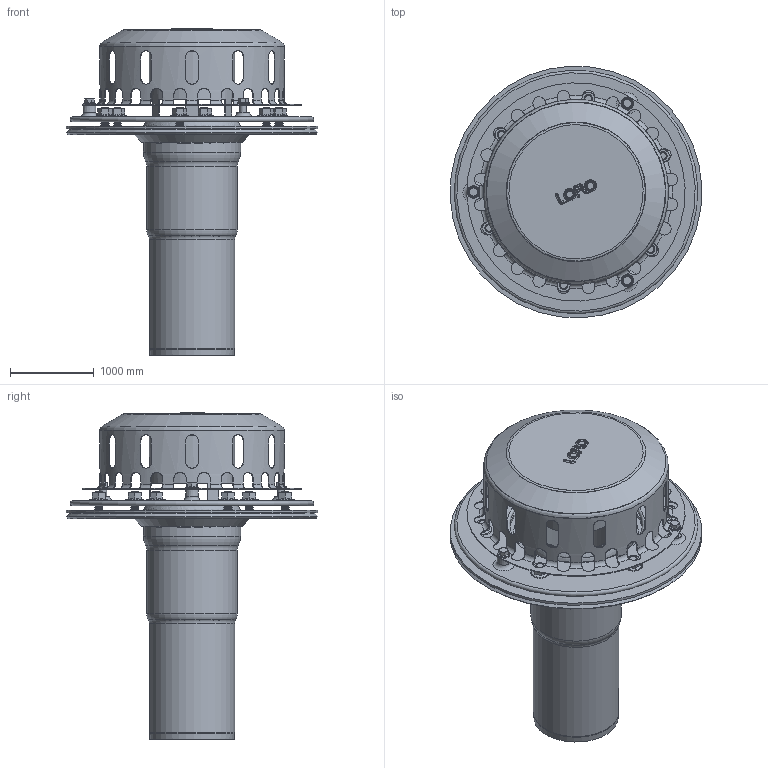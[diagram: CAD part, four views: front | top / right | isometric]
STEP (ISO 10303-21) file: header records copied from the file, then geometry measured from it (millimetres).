
FILE_DESCRIPTION(/* description */ (''),/* implementation_level */ '2;1');
FILE_NAME(/* name */ '41410.100X_3D.stp',/* time_stamp */ '2024-12-12T09:30:17+01:00',/* author */ ('CAD'),/* organization */ (''),/* preprocessor_version */ 'ST-DEVELOPER v20',/* originating_system */ 'AutoCAD Mechanical',/* authorisation */ '');
FILE_SCHEMA (('AUTOMOTIVE_DESIGN { 1 0 10303 214 3 1 1 }'));
Length unit declared in the file: centimetre
Products named in the file (4): Product; *S0; *U2; *U1
Assembly tree (8 placements, depth 3):
  Product
    *S0
    *U2
      *U1  x6
Bounding box: 2997.14 x 2997.14 x 3892.5 mm (x, y, z)
Volume: 946151022.8 mm3; surface area: 86142208.3 mm2
Topology: 22 solids, 22 shells, 743 faces, 1946 edges, 1204 vertices
Faces by surface type: cone 246, plane 216, cylinder 155, torus 108, bspline 15, sphere 3
Full cylindrical faces by diameter (mm): 60 x3, 80 x6, 83.76 x6, 105 x2, 160 x12, 992 x2, 1016 x2, 1054 x1, 1078 x1, 1134 x1, 1158 x1, 1600 x1, 2180 x1, 2200 x1, 2600 x1, 3000 x1
Entity records: 26001 total; most frequent: CARTESIAN_POINT 10537, ORIENTED_EDGE 3372, DIRECTION 3058, EDGE_CURVE 1686, AXIS2_PLACEMENT_3D 1240, VERTEX_POINT 1074, EDGE_LOOP 708, CIRCLE 632
